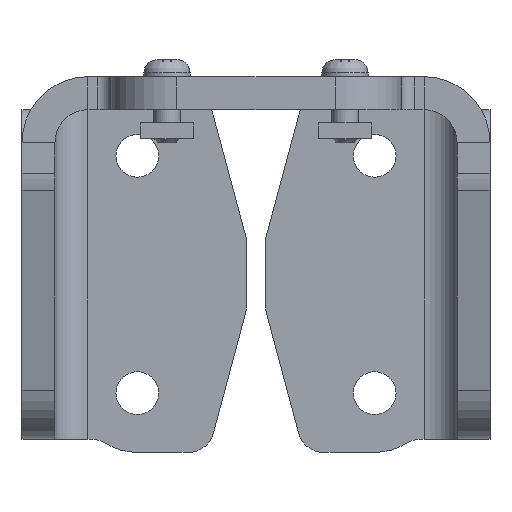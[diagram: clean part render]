
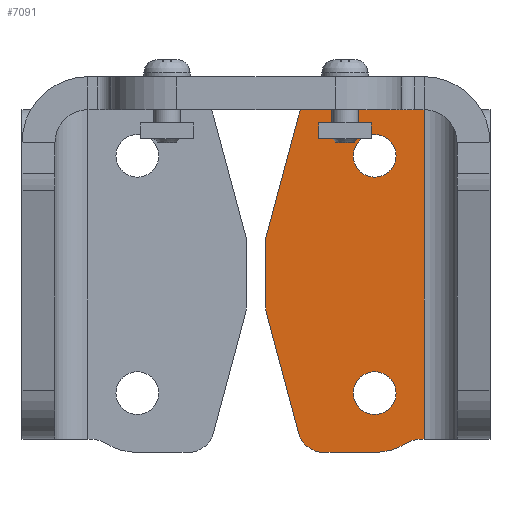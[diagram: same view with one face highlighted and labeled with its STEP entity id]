
A CAD part, front view. The second image highlights one B-rep face of the part: STEP entity #7091.
In plain terms, the highlighted planar face has unit normal (0, -1, 0).
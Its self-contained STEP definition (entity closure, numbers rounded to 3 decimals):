
#30=FACE_BOUND('',#1107,.T.);
#31=FACE_BOUND('',#1108,.T.);
#312=PLANE('',#7713);
#722=FACE_OUTER_BOUND('',#1106,.T.);
#1106=EDGE_LOOP('',(#5752,#5753,#5754,#5755,#5756,#5757,#5758,#5759,#5760,
#5761,#5762,#5763,#5764,#5765,#5766));
#1107=EDGE_LOOP('',(#5767));
#1108=EDGE_LOOP('',(#5768));
#1561=LINE('',#12387,#2111);
#1588=LINE('',#12475,#2138);
#1599=LINE('',#12507,#2149);
#1600=LINE('',#12509,#2150);
#1604=LINE('',#12517,#2154);
#1609=LINE('',#12528,#2159);
#1611=LINE('',#12532,#2161);
#1612=LINE('',#12533,#2162);
#2111=VECTOR('',#9084,10.);
#2138=VECTOR('',#9165,10.);
#2149=VECTOR('',#9200,10.);
#2150=VECTOR('',#9203,10.);
#2154=VECTOR('',#9213,10.);
#2159=VECTOR('',#9224,10.);
#2161=VECTOR('',#9228,10.);
#2162=VECTOR('',#9229,10.);
#2556=CIRCLE('',#7644,1.621);
#2565=CIRCLE('',#7656,1.621);
#2567=CIRCLE('',#7659,2.);
#2569=CIRCLE('',#7662,4.5);
#2570=CIRCLE('',#7664,2.);
#2586=CIRCLE('',#7688,2.);
#2587=CIRCLE('',#7690,4.5);
#2588=CIRCLE('',#7692,2.);
#2593=CIRCLE('',#7704,2.);
#3116=VERTEX_POINT('',#12331);
#3125=VERTEX_POINT('',#12355);
#3128=VERTEX_POINT('',#12362);
#3129=VERTEX_POINT('',#12364);
#3131=VERTEX_POINT('',#12370);
#3132=VERTEX_POINT('',#12374);
#3133=VERTEX_POINT('',#12375);
#3137=VERTEX_POINT('',#12385);
#3167=VERTEX_POINT('',#12459);
#3168=VERTEX_POINT('',#12460);
#3169=VERTEX_POINT('',#12465);
#3170=VERTEX_POINT('',#12469);
#3171=VERTEX_POINT('',#12470);
#3179=VERTEX_POINT('',#12501);
#3180=VERTEX_POINT('',#12502);
#3184=VERTEX_POINT('',#12527);
#3185=VERTEX_POINT('',#12531);
#3991=EDGE_CURVE('',#3116,#3116,#2556,.T.);
#4003=EDGE_CURVE('',#3125,#3125,#2565,.T.);
#4006=EDGE_CURVE('',#3128,#3129,#2567,.T.);
#4010=EDGE_CURVE('',#3131,#3128,#2569,.T.);
#4011=EDGE_CURVE('',#3132,#3133,#2570,.T.);
#4017=EDGE_CURVE('',#3132,#3137,#1561,.T.);
#4053=EDGE_CURVE('',#3167,#3168,#2586,.T.);
#4056=EDGE_CURVE('',#3168,#3169,#2587,.T.);
#4058=EDGE_CURVE('',#3170,#3171,#2588,.T.);
#4061=EDGE_CURVE('',#3169,#3170,#1588,.T.);
#4074=EDGE_CURVE('',#3179,#3180,#2593,.T.);
#4077=EDGE_CURVE('',#3137,#3180,#1599,.T.);
#4078=EDGE_CURVE('',#3133,#3131,#1600,.T.);
#4082=EDGE_CURVE('',#3179,#3171,#1604,.T.);
#4087=EDGE_CURVE('',#3184,#3129,#1609,.T.);
#4089=EDGE_CURVE('',#3185,#3167,#1611,.T.);
#4090=EDGE_CURVE('',#3185,#3184,#1612,.T.);
#5752=ORIENTED_EDGE('',*,*,#4011,.F.);
#5753=ORIENTED_EDGE('',*,*,#4017,.T.);
#5754=ORIENTED_EDGE('',*,*,#4077,.T.);
#5755=ORIENTED_EDGE('',*,*,#4074,.F.);
#5756=ORIENTED_EDGE('',*,*,#4082,.T.);
#5757=ORIENTED_EDGE('',*,*,#4058,.F.);
#5758=ORIENTED_EDGE('',*,*,#4061,.F.);
#5759=ORIENTED_EDGE('',*,*,#4056,.F.);
#5760=ORIENTED_EDGE('',*,*,#4053,.F.);
#5761=ORIENTED_EDGE('',*,*,#4089,.F.);
#5762=ORIENTED_EDGE('',*,*,#4090,.T.);
#5763=ORIENTED_EDGE('',*,*,#4087,.T.);
#5764=ORIENTED_EDGE('',*,*,#4006,.F.);
#5765=ORIENTED_EDGE('',*,*,#4010,.F.);
#5766=ORIENTED_EDGE('',*,*,#4078,.F.);
#5767=ORIENTED_EDGE('',*,*,#3991,.T.);
#5768=ORIENTED_EDGE('',*,*,#4003,.T.);
#7091=ADVANCED_FACE('',(#722,#30,#31),#312,.T.);
#7644=AXIS2_PLACEMENT_3D('',#12333,#9028,#9029);
#7656=AXIS2_PLACEMENT_3D('',#12357,#9055,#9056);
#7659=AXIS2_PLACEMENT_3D('',#12365,#9062,#9063);
#7662=AXIS2_PLACEMENT_3D('',#12372,#9070,#9071);
#7664=AXIS2_PLACEMENT_3D('',#12376,#9074,#9075);
#7688=AXIS2_PLACEMENT_3D('',#12461,#9148,#9149);
#7690=AXIS2_PLACEMENT_3D('',#12466,#9154,#9155);
#7692=AXIS2_PLACEMENT_3D('',#12471,#9159,#9160);
#7704=AXIS2_PLACEMENT_3D('',#12503,#9194,#9195);
#7713=AXIS2_PLACEMENT_3D('',#12530,#9226,#9227);
#9028=DIRECTION('center_axis',(0.,1.,0.));
#9029=DIRECTION('ref_axis',(-1.,0.,0.));
#9055=DIRECTION('center_axis',(0.,1.,0.));
#9056=DIRECTION('ref_axis',(-1.,0.,0.));
#9062=DIRECTION('center_axis',(0.,-1.,0.));
#9063=DIRECTION('ref_axis',(-0.277,0.,-0.961));
#9070=DIRECTION('center_axis',(0.,1.,0.));
#9071=DIRECTION('ref_axis',(0.,0.,
1.));
#9074=DIRECTION('center_axis',(0.,1.,0.));
#9075=DIRECTION('ref_axis',(-0.609,0.,0.793));
#9084=DIRECTION('',(-0.259,0.,-0.966));
#9148=DIRECTION('center_axis',(0.,-1.,0.));
#9149=DIRECTION('ref_axis',(-0.277,0.,0.961));
#9154=DIRECTION('center_axis',(0.,1.,0.));
#9155=DIRECTION('ref_axis',(0.629,0.,-0.778));
#9159=DIRECTION('center_axis',(0.,1.,0.));
#9160=DIRECTION('ref_axis',(-0.609,0.,-0.793));
#9165=DIRECTION('',(-1.,0.,0.));
#9194=DIRECTION('center_axis',(0.,1.,0.));
#9195=DIRECTION('ref_axis',(-0.991,0.,-0.131));
#9200=DIRECTION('',(0.,0.,-1.));
#9203=DIRECTION('',(1.,0.,0.));
#9213=DIRECTION('',(0.259,0.,-0.966));
#9224=DIRECTION('',(-1.,0.,0.));
#9226=DIRECTION('center_axis',(0.,-1.,0.));
#9227=DIRECTION('ref_axis',(0.,0.,-1.));
#9228=DIRECTION('',(-1.,0.,0.));
#9229=DIRECTION('',(0.,0.,1.));
#12331=CARTESIAN_POINT('',(10.621,145.,-3.5));
#12333=CARTESIAN_POINT('Origin',(9.,145.,-3.5));
#12355=CARTESIAN_POINT('',(10.621,145.,-21.5));
#12357=CARTESIAN_POINT('Origin',(9.,145.,-21.5));
#12362=CARTESIAN_POINT('',(11.398,145.,0.308));
#12364=CARTESIAN_POINT('',(12.464,145.,0.));
#12365=CARTESIAN_POINT('Origin',(12.464,145.,2.));
#12370=CARTESIAN_POINT('',(9.,145.,1.));
#12372=CARTESIAN_POINT('Origin',(9.,145.,-3.5));
#12374=CARTESIAN_POINT('',(3.22,145.,-0.482));
#12375=CARTESIAN_POINT('',(5.152,145.,1.));
#12376=CARTESIAN_POINT('Origin',(5.152,145.,-1.));
#12385=CARTESIAN_POINT('',(0.75,145.,-9.701));
#12387=CARTESIAN_POINT('',(0.321,145.,-11.303));
#12459=CARTESIAN_POINT('',(12.464,145.,-25.));
#12460=CARTESIAN_POINT('',(11.398,145.,-25.308));
#12461=CARTESIAN_POINT('Origin',(12.464,145.,-27.));
#12465=CARTESIAN_POINT('',(9.,145.,-26.));
#12466=CARTESIAN_POINT('Origin',(9.,145.,-21.5));
#12469=CARTESIAN_POINT('',(5.152,145.,-26.));
#12470=CARTESIAN_POINT('',(3.22,145.,-24.518));
#12471=CARTESIAN_POINT('Origin',(5.152,145.,-24.));
#12475=CARTESIAN_POINT('',(1.809,145.,-26.));
#12501=CARTESIAN_POINT('',(0.818,145.,-15.553));
#12502=CARTESIAN_POINT('',(0.75,145.,-15.036));
#12503=CARTESIAN_POINT('Origin',(2.75,145.,-15.036));
#12507=CARTESIAN_POINT('',(0.75,145.,0.));
#12509=CARTESIAN_POINT('',(4.5,145.,1.));
#12517=CARTESIAN_POINT('',(1.995,145.,-19.947));
#12527=CARTESIAN_POINT('',(12.75,145.,0.));
#12528=CARTESIAN_POINT('',(18.405,145.,0.));
#12530=CARTESIAN_POINT('Origin',(9.577,145.,-12.5));
#12531=CARTESIAN_POINT('',(12.75,145.,-25.));
#12532=CARTESIAN_POINT('',(18.405,145.,-25.));
#12533=CARTESIAN_POINT('',(12.75,145.,-12.5));
